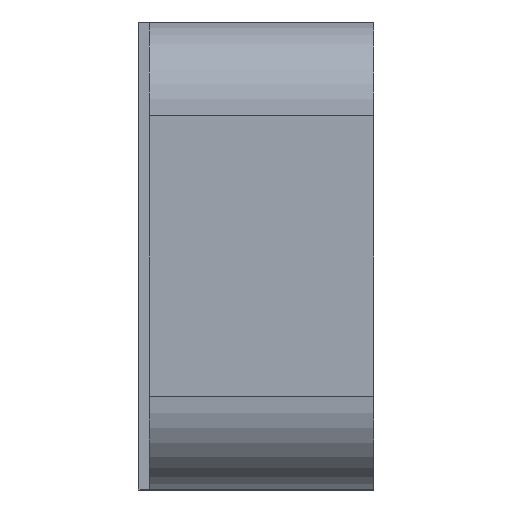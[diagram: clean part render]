
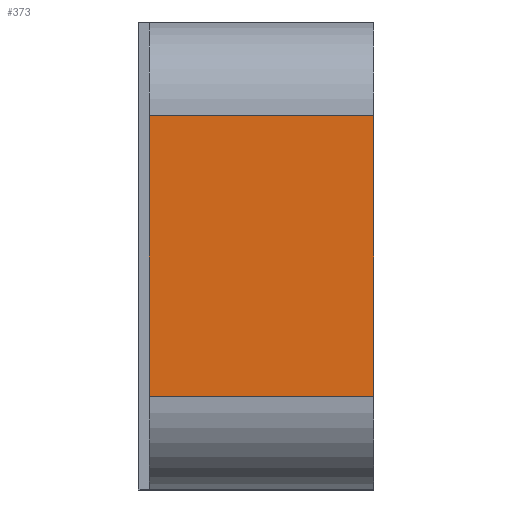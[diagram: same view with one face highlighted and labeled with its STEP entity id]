
A CAD part, left-side view. The second image highlights one B-rep face of the part: STEP entity #373.
In plain terms, the highlighted planar face has unit normal (-1, 0, 0).
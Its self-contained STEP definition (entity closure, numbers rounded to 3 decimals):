
#44 = CARTESIAN_POINT ( 'NONE',  ( -27., 3., 3.75 ) ) ;
#57 = DIRECTION ( 'NONE',  ( 0., 0., 1. ) ) ;
#63 = EDGE_CURVE ( 'NONE', #374, #424, #138, .T. ) ;
#83 = LINE ( 'NONE', #245, #491 ) ;
#95 = DIRECTION ( 'NONE',  ( 1., 0., 0. ) ) ;
#99 = CARTESIAN_POINT ( 'NONE',  ( -27., -3., 3.75 ) ) ;
#100 = CARTESIAN_POINT ( 'NONE',  ( -27., 3., -3.75 ) ) ;
#135 = CARTESIAN_POINT ( 'NONE',  ( -27., 3., 6.25 ) ) ;
#138 = LINE ( 'NONE', #232, #445 ) ;
#171 = EDGE_LOOP ( 'NONE', ( #492, #183, #772, #541 ) ) ;
#183 = ORIENTED_EDGE ( 'NONE', *, *, #448, .T. ) ;
#222 = DIRECTION ( 'NONE',  ( 0., 1., 0. ) ) ;
#232 = CARTESIAN_POINT ( 'NONE',  ( -27., -3., 6.25 ) ) ;
#239 = VECTOR ( 'NONE', #499, 1000. ) ;
#245 = CARTESIAN_POINT ( 'NONE',  ( -27., 3., -3.75 ) ) ;
#278 = CARTESIAN_POINT ( 'NONE',  ( -27., 3., 6.25 ) ) ;
#339 = CARTESIAN_POINT ( 'NONE',  ( -27., -3., -3.75 ) ) ;
#373 = ADVANCED_FACE ( 'NONE', ( #676 ), #463, .F. ) ;
#374 = VERTEX_POINT ( 'NONE', #339 ) ;
#386 = DIRECTION ( 'NONE',  ( 0., -1., 0. ) ) ;
#409 = LINE ( 'NONE', #135, #239 ) ;
#424 = VERTEX_POINT ( 'NONE', #99 ) ;
#445 = VECTOR ( 'NONE', #57, 1000. ) ;
#448 = EDGE_CURVE ( 'NONE', #424, #489, #481, .T. ) ;
#463 = PLANE ( 'NONE',  #551 ) ;
#472 = CARTESIAN_POINT ( 'NONE',  ( -27., 3., 3.75 ) ) ;
#481 = LINE ( 'NONE', #44, #614 ) ;
#489 = VERTEX_POINT ( 'NONE', #472 ) ;
#491 = VECTOR ( 'NONE', #386, 1000. ) ;
#492 = ORIENTED_EDGE ( 'NONE', *, *, #63, .T. ) ;
#499 = DIRECTION ( 'NONE',  ( 0., 0., 1. ) ) ;
#519 = DIRECTION ( 'NONE',  ( 0., 0., -1. ) ) ;
#541 = ORIENTED_EDGE ( 'NONE', *, *, #654, .T. ) ;
#551 = AXIS2_PLACEMENT_3D ( 'NONE', #278, #95, #519 ) ;
#584 = EDGE_CURVE ( 'NONE', #715, #489, #409, .T. ) ;
#614 = VECTOR ( 'NONE', #222, 1000. ) ;
#654 = EDGE_CURVE ( 'NONE', #715, #374, #83, .T. ) ;
#676 = FACE_OUTER_BOUND ( 'NONE', #171, .T. ) ;
#715 = VERTEX_POINT ( 'NONE', #100 ) ;
#772 = ORIENTED_EDGE ( 'NONE', *, *, #584, .F. ) ;
